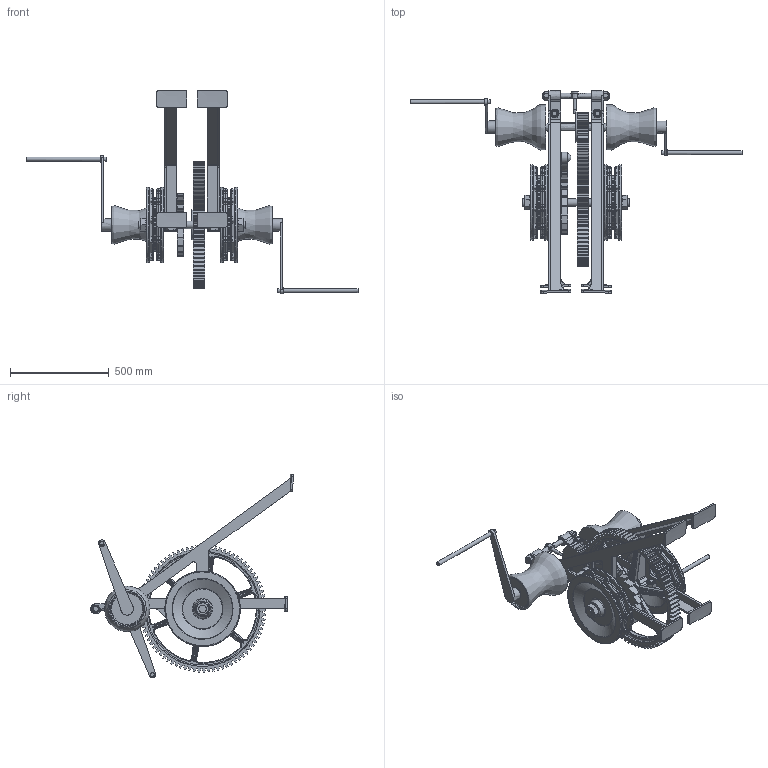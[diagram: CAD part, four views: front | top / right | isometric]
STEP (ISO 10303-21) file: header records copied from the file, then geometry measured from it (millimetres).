
FILE_DESCRIPTION(('FreeCAD Model'),'2;1');
FILE_NAME('Open CASCADE Shape Model','2025-05-03T04:45:28',('FreeCAD'),( 'FreeCAD'),'Open CASCADE STEP processor 7.6','FreeCAD','Unknown');
FILE_SCHEMA(('AUTOMOTIVE_DESIGN { 1 0 10303 214 1 1 1 1 }'));
Products named in the file (1): Open CASCADE STEP translator 7.6 1
Bounding box: 1680.73 x 1025.99 x 1031.29 mm (x, y, z)
Volume: 40178933.6 mm3; surface area: 4097472.9 mm2
Topology: 39 solids, 39 shells, 2537 faces, 6200 edges, 3770 vertices
Faces by surface type: bspline 2537
Entity records: 82612 total; most frequent: CARTESIAN_POINT 48803, ORIENTED_EDGE 12310, EDGE_CURVE 6155, VERTEX_POINT 3749, B_SPLINE_CURVE_WITH_KNOTS 2689, FACE_BOUND 2680, EDGE_LOOP 2680, ADVANCED_FACE 2537
